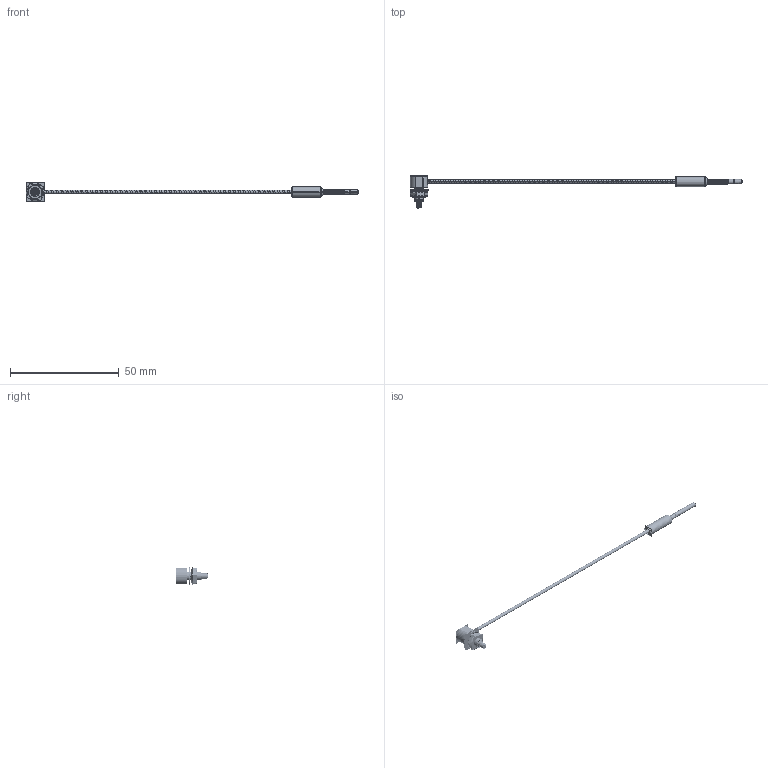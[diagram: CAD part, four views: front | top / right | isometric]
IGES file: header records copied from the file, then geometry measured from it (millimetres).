
Start section:  PTC IGES file: 188745.igs
Global section: file name: 188745.igs; native system: Creo Parametric by Parametric Technology Corporation; preprocessor: 2013230; author: pdmadmin; organization: Unknown; date: 20160112.154108; units: millimetre
Bounding box: 152.39 x 14.73 x 8.32 mm (x, y, z)
Volume: 817.1 mm3; surface area: 21371.4 mm2
Topology: 7 solids, 10 shells, 1232 faces, 6104 edges, 7824 vertices
Faces by surface type: revolution 986, bspline 246
